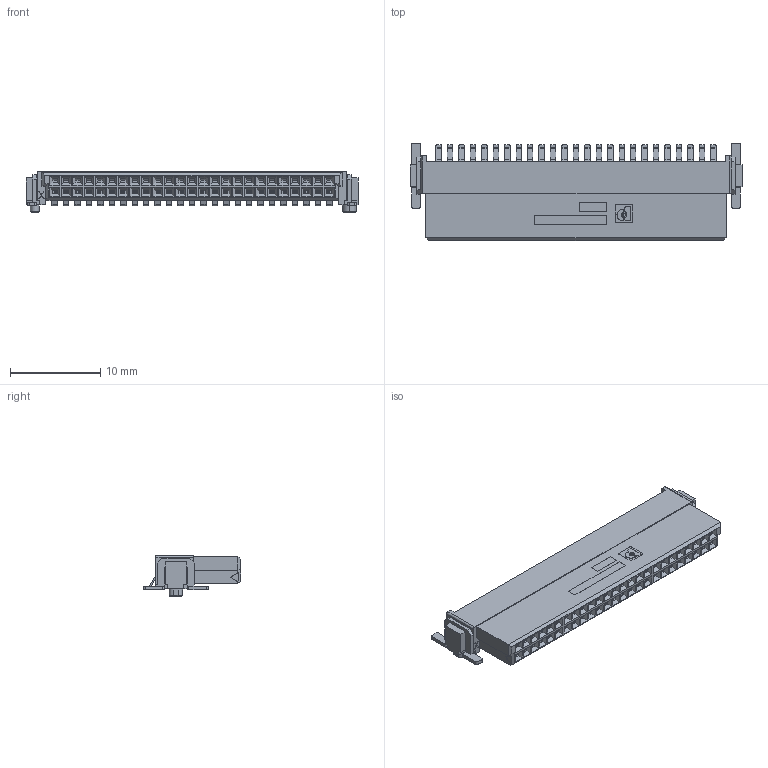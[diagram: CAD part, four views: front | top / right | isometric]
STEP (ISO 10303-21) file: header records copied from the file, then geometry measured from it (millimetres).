
FILE_DESCRIPTION(('Creo Elements/Direct Modeling STEP Export'),'2;1');
FILE_NAME('model.stp','2022-08-26T11:10:15',(''),(''),'Creo Elements/Direct Modeling STEP processor for AP214 (Solid Model)','Creo Elements/Direct Modeling 20.1D 10-Oct-2020 (C) Parametric Technology GmbH','');
FILE_SCHEMA(('AUTOMOTIVE_DESIGN { 1 0 10303 214 1 1 1 1 }'));
Length unit declared in the file: millimetre
Products named in the file (5): LPV_2_FR_1_27_FH_CONTACT_B.4.1.1; GEH_FR_1_27_FH_HOUSING; LR_FR_1_27_BOARD_LOCK.1; LPV_1_FR_1_27_FH_CONTACT_B.4; FR 1.27-50-FH
Assembly tree (53 placements, depth 2):
  FR 1.27-50-FH
    LPV_2_FR_1_27_FH_CONTACT_B.4.1.1  x25
    LPV_1_FR_1_27_FH_CONTACT_B.4  x25
    LR_FR_1_27_BOARD_LOCK.1  x2
    GEH_FR_1_27_FH_HOUSING
Bounding box: 36.84 x 10.8 x 4.53 mm (x, y, z)
Volume: 884.2 mm3; surface area: 4206.3 mm2
Topology: 53 solids, 53 shells, 2819 faces, 7823 edges, 5145 vertices
Faces by surface type: plane 2174, cylinder 618, extrusion 19, bspline 4, cone 4
Entity records: 34285 total; most frequent: CARTESIAN_POINT 5314, ORIENTED_EDGE 4570, DIRECTION 4124, EDGE_CURVE 2285, VECTOR 2176, LINE 2157, VERTEX_POINT 1453, EDGE_LOOP 1010
